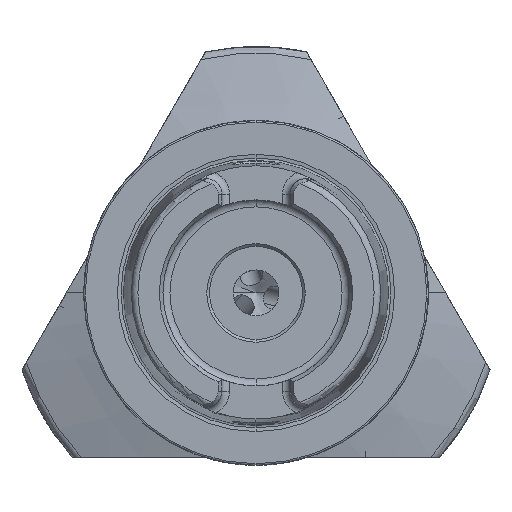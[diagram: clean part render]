
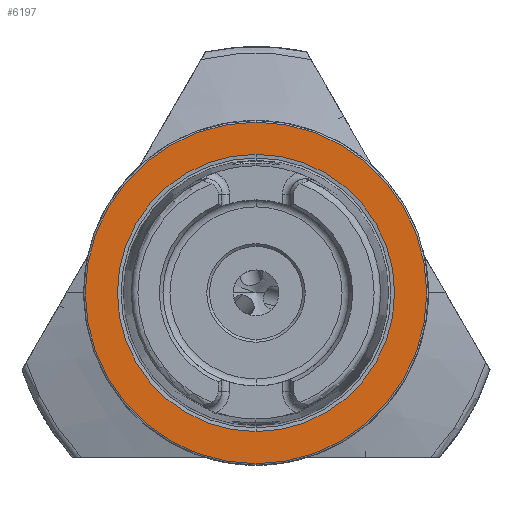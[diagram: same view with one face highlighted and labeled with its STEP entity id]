
A CAD part, left-side view. The second image highlights one B-rep face of the part: STEP entity #6197.
In plain terms, the highlighted planar face has unit normal (-1, 0, 0).
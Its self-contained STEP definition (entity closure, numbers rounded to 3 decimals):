
#751 = EDGE_CURVE ( 'NONE', #12227, #12209, #11000, .T. ) ;
#755 = EDGE_CURVE ( 'NONE', #12203, #12200, #11017, .T. ) ;
#1900 = CARTESIAN_POINT ( 'NONE',  ( 0., 0., -31.2 ) ) ;
#1902 = CARTESIAN_POINT ( 'NONE',  ( 0., 0., 31.2 ) ) ;
#1906 = CARTESIAN_POINT ( 'NONE',  ( 0., 0., 25.324 ) ) ;
#1917 = CARTESIAN_POINT ( 'NONE',  ( 0., 0., -25.324 ) ) ;
#3309 = EDGE_CURVE ( 'NONE', #12200, #12203, #11601, .T. ) ;
#3310 = EDGE_CURVE ( 'NONE', #12209, #12227, #11603, .T. ) ;
#4401 = CARTESIAN_POINT ( 'NONE',  ( 0., 0., 0. ) ) ;
#4402 = DIRECTION ( 'NONE',  ( -1., 0., 0. ) ) ;
#4403 = DIRECTION ( 'NONE',  ( 0., 0., 1. ) ) ;
#4413 = CARTESIAN_POINT ( 'NONE',  ( 0., 0., 0. ) ) ;
#4414 = DIRECTION ( 'NONE',  ( -1., 0., 0. ) ) ;
#4415 = DIRECTION ( 'NONE',  ( 0., 0., 1. ) ) ;
#5719 = FACE_BOUND ( 'NONE', #6518, .T. ) ;
#5722 = DIRECTION ( 'NONE',  ( 1., 0., 0. ) ) ;
#5724 = CARTESIAN_POINT ( 'NONE',  ( 0., 31.2, 0. ) ) ;
#5726 = FACE_OUTER_BOUND ( 'NONE', #6526, .T. ) ;
#5727 = PLANE ( 'NONE',  #8513 ) ;
#5729 = DIRECTION ( 'NONE',  ( 0., 0., -1. ) ) ;
#6197 = ADVANCED_FACE ( 'NONE', ( #5719, #5726 ), #5727, .F. ) ;
#6508 = ORIENTED_EDGE ( 'NONE', *, *, #3310, .F. ) ;
#6518 = EDGE_LOOP ( 'NONE', ( #6508, #8629 ) ) ;
#6526 = EDGE_LOOP ( 'NONE', ( #8630, #8631 ) ) ;
#8513 = AXIS2_PLACEMENT_3D ( 'NONE', #5724, #5722, #5729 ) ;
#8629 = ORIENTED_EDGE ( 'NONE', *, *, #751, .F. ) ;
#8630 = ORIENTED_EDGE ( 'NONE', *, *, #755, .T. ) ;
#8631 = ORIENTED_EDGE ( 'NONE', *, *, #3309, .T. ) ;
#9381 = CARTESIAN_POINT ( 'NONE',  ( 0., 0., 0. ) ) ;
#9382 = DIRECTION ( 'NONE',  ( -1., 0., 0. ) ) ;
#9383 = DIRECTION ( 'NONE',  ( 0., 0., 1. ) ) ;
#9384 = CARTESIAN_POINT ( 'NONE',  ( 0., 0., 0. ) ) ;
#9385 = DIRECTION ( 'NONE',  ( -1., 0., 0. ) ) ;
#9386 = DIRECTION ( 'NONE',  ( 0., 0., 1. ) ) ;
#11000 = CIRCLE ( 'NONE', #11013, 25.324 ) ;
#11013 = AXIS2_PLACEMENT_3D ( 'NONE', #4401, #4402, #4403 ) ;
#11017 = CIRCLE ( 'NONE', #11020, 31.2 ) ;
#11020 = AXIS2_PLACEMENT_3D ( 'NONE', #4413, #4414, #4415 ) ;
#11601 = CIRCLE ( 'NONE', #11604, 31.2 ) ;
#11603 = CIRCLE ( 'NONE', #11606, 25.324 ) ;
#11604 = AXIS2_PLACEMENT_3D ( 'NONE', #9381, #9382, #9383 ) ;
#11606 = AXIS2_PLACEMENT_3D ( 'NONE', #9384, #9385, #9386 ) ;
#12200 = VERTEX_POINT ( 'NONE', #1900 ) ;
#12203 = VERTEX_POINT ( 'NONE', #1902 ) ;
#12209 = VERTEX_POINT ( 'NONE', #1906 ) ;
#12227 = VERTEX_POINT ( 'NONE', #1917 ) ;
